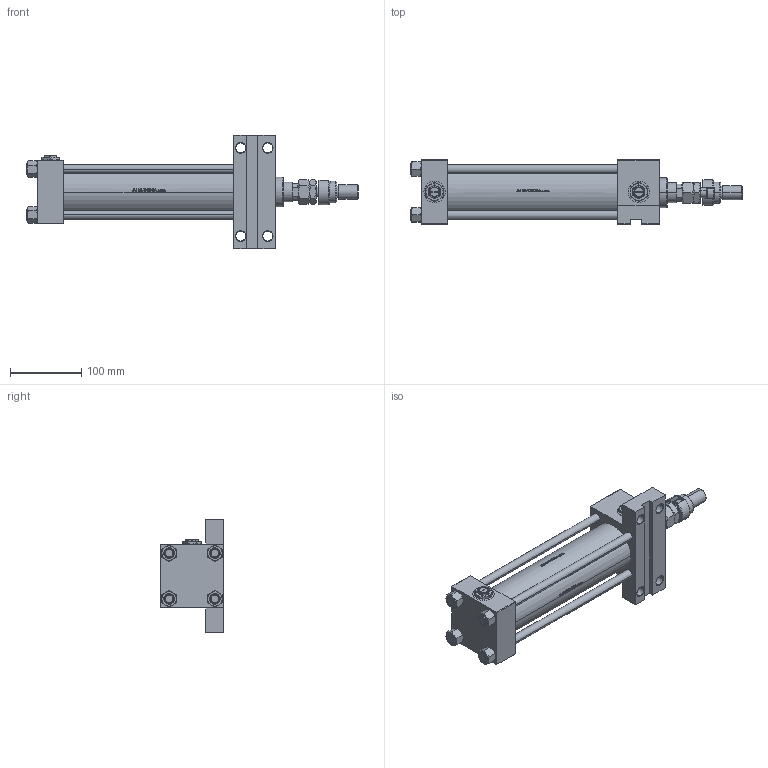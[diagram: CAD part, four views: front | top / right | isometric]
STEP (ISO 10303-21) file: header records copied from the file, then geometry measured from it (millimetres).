
FILE_DESCRIPTION (( 'STEP AP203' ), '1' );
FILE_NAME ('c661.STEP', '2024-11-14T12:03:54', ( '' ), ( '' ), 'SwSTEP 2.0', 'SolidWorks 2019', '' );
FILE_SCHEMA (( 'CONFIG_CONTROL_DESIGN' ));
Length unit declared in the file: millimetre
Products named in the file (10): V215_VC_A 13ac4a94847386352b58e1772b02af28; NUT_M5_F 13ac4a94847386352b58e1772b02af28; c661; V215CR_F_TYCINKA 13ac4a94847386352b58e1772b02af28; Zatka_pro_OIL_PORT 13ac4a94847386352b58e1772b02af28; V215CR_F_Body 13ac4a94847386352b58e1772b02af28; FEMALE_PART_FOR_DFA 13ac4a94847386352b58e1772b02af28; DFA 13ac4a94847386352b58e1772b02af28; V215CR_VCP_F 13ac4a94847386352b58e1772b02af28; MFA 13ac4a94847386352b58e1772b02af28
Assembly tree (16 placements, depth 3):
  c661
    V215CR_F_Body 13ac4a94847386352b58e1772b02af28
    V215CR_VCP_F 13ac4a94847386352b58e1772b02af28
    V215CR_F_TYCINKA 13ac4a94847386352b58e1772b02af28  x4
    NUT_M5_F 13ac4a94847386352b58e1772b02af28  x4
    V215_VC_A 13ac4a94847386352b58e1772b02af28
    DFA 13ac4a94847386352b58e1772b02af28
      FEMALE_PART_FOR_DFA 13ac4a94847386352b58e1772b02af28
      MFA 13ac4a94847386352b58e1772b02af28
    Zatka_pro_OIL_PORT 13ac4a94847386352b58e1772b02af28  x2
Bounding box: 467 x 90 x 160 mm (x, y, z)
Volume: 1375541.3 mm3; surface area: 329618.7 mm2
Topology: 15 solids, 15 shells, 1288 faces, 3141 edges, 2007 vertices
Faces by surface type: plane 513, bspline 380, cone 234, cylinder 149, torus 12
Entity records: 52463 total; most frequent: CARTESIAN_POINT 27272, ORIENTED_EDGE 5582, DIRECTION 3728, EDGE_CURVE 2791, VERTEX_POINT 1805, LINE 1384, VECTOR 1384, EDGE_LOOP 1272
